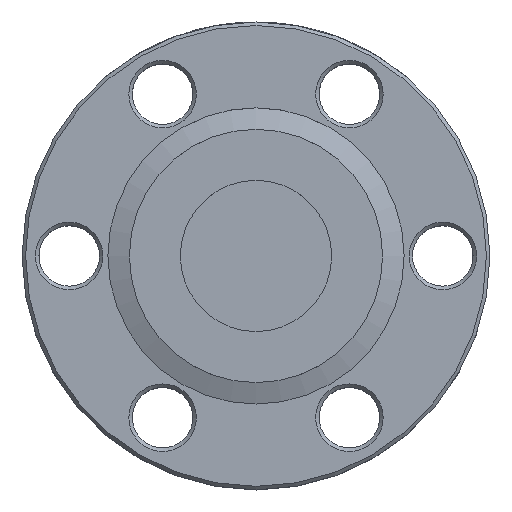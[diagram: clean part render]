
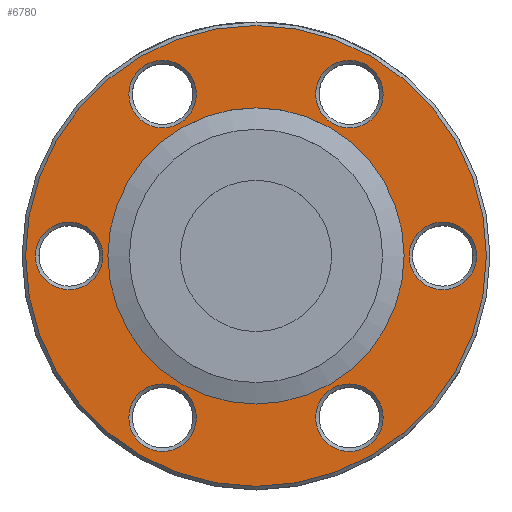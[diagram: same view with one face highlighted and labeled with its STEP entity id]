
A CAD part, top view. The second image highlights one B-rep face of the part: STEP entity #6780.
In plain terms, the highlighted planar face has unit normal (0, 0, 1).
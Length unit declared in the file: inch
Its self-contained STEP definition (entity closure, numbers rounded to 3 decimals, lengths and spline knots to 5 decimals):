
#1684=PLANE('',#7258);
#2116=VERTEX_POINT('',#10101);
#2117=VERTEX_POINT('',#10104);
#2118=VERTEX_POINT('',#10106);
#2119=VERTEX_POINT('',#10108);
#2120=VERTEX_POINT('',#10110);
#2121=VERTEX_POINT('',#10112);
#2122=VERTEX_POINT('',#10114);
#2123=VERTEX_POINT('',#10116);
#2583=CIRCLE('',#7257,0.655);
#2584=CIRCLE('',#7259,0.096);
#2585=CIRCLE('',#7260,0.096);
#2586=CIRCLE('',#7261,0.096);
#2587=CIRCLE('',#7262,0.096);
#2588=CIRCLE('',#7263,0.096);
#2589=CIRCLE('',#7264,0.096);
#2590=CIRCLE('',#7265,0.421);
#2986=EDGE_CURVE('',#2116,#2116,#2583,.T.);
#2987=EDGE_CURVE('',#2117,#2117,#2584,.T.);
#2988=EDGE_CURVE('',#2118,#2118,#2585,.T.);
#2989=EDGE_CURVE('',#2119,#2119,#2586,.T.);
#2990=EDGE_CURVE('',#2120,#2120,#2587,.T.);
#2991=EDGE_CURVE('',#2121,#2121,#2588,.T.);
#2992=EDGE_CURVE('',#2122,#2122,#2589,.T.);
#2993=EDGE_CURVE('',#2123,#2123,#2590,.T.);
#4050=ORIENTED_EDGE('',*,*,#2987,.F.);
#4051=ORIENTED_EDGE('',*,*,#2988,.F.);
#4052=ORIENTED_EDGE('',*,*,#2989,.F.);
#4053=ORIENTED_EDGE('',*,*,#2990,.F.);
#4054=ORIENTED_EDGE('',*,*,#2991,.F.);
#4055=ORIENTED_EDGE('',*,*,#2992,.F.);
#4056=ORIENTED_EDGE('',*,*,#2993,.T.);
#4057=ORIENTED_EDGE('',*,*,#2986,.F.);
#5868=EDGE_LOOP('',(#4050));
#5869=EDGE_LOOP('',(#4051));
#5870=EDGE_LOOP('',(#4052));
#5871=EDGE_LOOP('',(#4053));
#5872=EDGE_LOOP('',(#4054));
#5873=EDGE_LOOP('',(#4055));
#5874=EDGE_LOOP('',(#4056));
#5875=EDGE_LOOP('',(#4057));
#6345=FACE_BOUND('',#5868,.T.);
#6346=FACE_BOUND('',#5869,.T.);
#6347=FACE_BOUND('',#5870,.T.);
#6348=FACE_BOUND('',#5871,.T.);
#6349=FACE_BOUND('',#5872,.T.);
#6350=FACE_BOUND('',#5873,.T.);
#6351=FACE_BOUND('',#5874,.T.);
#6352=FACE_BOUND('',#5875,.T.);
#6780=ADVANCED_FACE('',(#6345,#6346,#6347,#6348,#6349,#6350,#6351,#6352),
#1684,.T.);
#7257=AXIS2_PLACEMENT_3D('',#10100,#7710,#7711);
#7258=AXIS2_PLACEMENT_3D('',#10102,#7712,$);
#7259=AXIS2_PLACEMENT_3D('',#10103,#7713,#7714);
#7260=AXIS2_PLACEMENT_3D('',#10105,#7715,#7716);
#7261=AXIS2_PLACEMENT_3D('',#10107,#7717,#7718);
#7262=AXIS2_PLACEMENT_3D('',#10109,#7719,#7720);
#7263=AXIS2_PLACEMENT_3D('',#10111,#7721,#7722);
#7264=AXIS2_PLACEMENT_3D('',#10113,#7723,#7724);
#7265=AXIS2_PLACEMENT_3D('',#10115,#7725,#7726);
#7710=DIRECTION('',(0.,0.,-1.));
#7711=DIRECTION('',(-0.655,0.,0.));
#7712=DIRECTION('',(0.,0.,1.));
#7713=DIRECTION('',(0.,0.,1.));
#7714=DIRECTION('',(0.,-0.096,0.));
#7715=DIRECTION('',(0.,0.,1.));
#7716=DIRECTION('',(0.,-0.096,0.));
#7717=DIRECTION('',(0.,0.,1.));
#7718=DIRECTION('',(0.,-0.096,0.));
#7719=DIRECTION('',(0.,0.,1.));
#7720=DIRECTION('',(0.,-0.096,0.));
#7721=DIRECTION('',(0.,0.,1.));
#7722=DIRECTION('',(0.,-0.096,0.));
#7723=DIRECTION('',(0.,0.,1.));
#7724=DIRECTION('',(0.,-0.096,0.));
#7725=DIRECTION('',(0.,0.,-1.));
#7726=DIRECTION('',(-0.421,0.,0.));
#10100=CARTESIAN_POINT('',(0.,0.,0.));
#10101=CARTESIAN_POINT('',(0.655,0.,0.));
#10102=CARTESIAN_POINT('',(0.,0.,0.));
#10103=CARTESIAN_POINT('',(0.531,0.,0.));
#10104=CARTESIAN_POINT('',(0.531,0.096,0.));
#10105=CARTESIAN_POINT('',(-0.2655,-0.45986,0.));
#10106=CARTESIAN_POINT('',(-0.2655,-0.36386,0.));
#10107=CARTESIAN_POINT('',(-0.2655,0.45986,0.));
#10108=CARTESIAN_POINT('',(-0.2655,0.55586,0.));
#10109=CARTESIAN_POINT('',(0.2655,0.45986,0.));
#10110=CARTESIAN_POINT('',(0.2655,0.55586,0.));
#10111=CARTESIAN_POINT('',(-0.531,0.,0.));
#10112=CARTESIAN_POINT('',(-0.531,0.096,0.));
#10113=CARTESIAN_POINT('',(0.2655,-0.45986,0.));
#10114=CARTESIAN_POINT('',(0.2655,-0.36386,0.));
#10115=CARTESIAN_POINT('',(0.,0.,0.));
#10116=CARTESIAN_POINT('',(-0.421,0.,0.));
